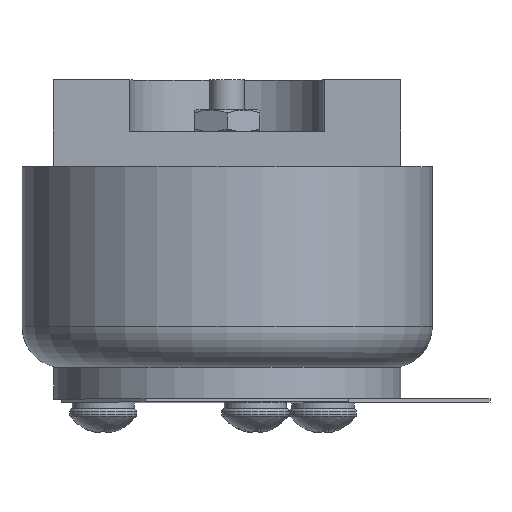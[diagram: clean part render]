
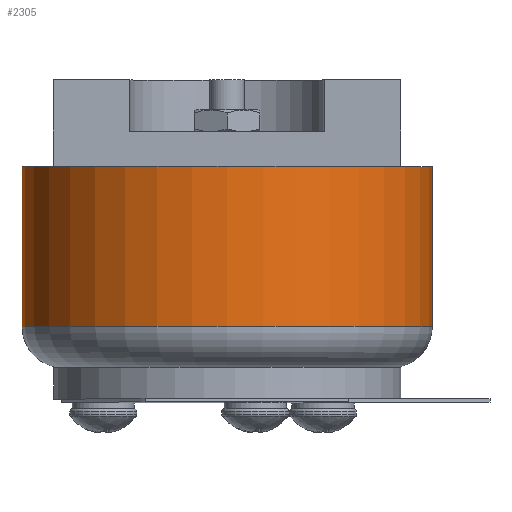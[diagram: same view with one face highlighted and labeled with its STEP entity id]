
A CAD part, top view. The second image highlights one B-rep face of the part: STEP entity #2305.
In plain terms, the highlighted cylindrical face has radius 15 mm (diameter 30 mm), a full revolution.
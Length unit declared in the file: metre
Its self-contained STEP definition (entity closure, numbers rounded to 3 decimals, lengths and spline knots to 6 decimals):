
#117=CYLINDRICAL_SURFACE('',#2576,0.015);
#748=ORIENTED_EDGE('',*,*,#1253,.T.);
#749=ORIENTED_EDGE('',*,*,#1254,.T.);
#1253=EDGE_CURVE('',#1538,#1538,#1725,.F.);
#1254=EDGE_CURVE('',#1539,#1539,#1726,.T.);
#1538=VERTEX_POINT('',#4159);
#1539=VERTEX_POINT('',#4161);
#1725=CIRCLE('',#2577,0.015);
#1726=CIRCLE('',#2578,0.015);
#1900=EDGE_LOOP('',(#748));
#1901=EDGE_LOOP('',(#749));
#2111=FACE_BOUND('',#1900,.T.);
#2112=FACE_BOUND('',#1901,.T.);
#2305=ADVANCED_FACE('',(#2111,#2112),#117,.T.);
#2576=AXIS2_PLACEMENT_3D('',#4157,#3015,#3016);
#2577=AXIS2_PLACEMENT_3D('',#4158,#3017,#3018);
#2578=AXIS2_PLACEMENT_3D('',#4160,#3019,#3020);
#3015=DIRECTION('',(0.,-1.,0.));
#3016=DIRECTION('',(0.,0.,-1.));
#3017=DIRECTION('',(0.,-1.,0.));
#3018=DIRECTION('',(0.,0.,-1.));
#3019=DIRECTION('',(0.,-1.,0.));
#3020=DIRECTION('',(0.,0.,-1.));
#4157=CARTESIAN_POINT('',(0.,0.0147,0.));
#4158=CARTESIAN_POINT('',(0.,0.003,0.));
#4159=CARTESIAN_POINT('',(0.,0.003,-0.015));
#4160=CARTESIAN_POINT('',(0.,0.0147,0.));
#4161=CARTESIAN_POINT('',(0.,0.0147,-0.015));
